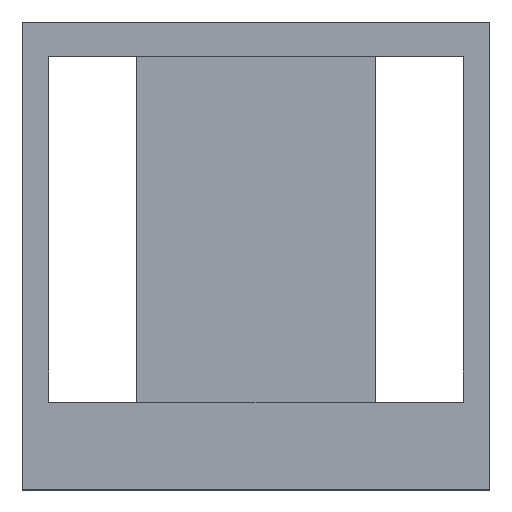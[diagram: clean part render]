
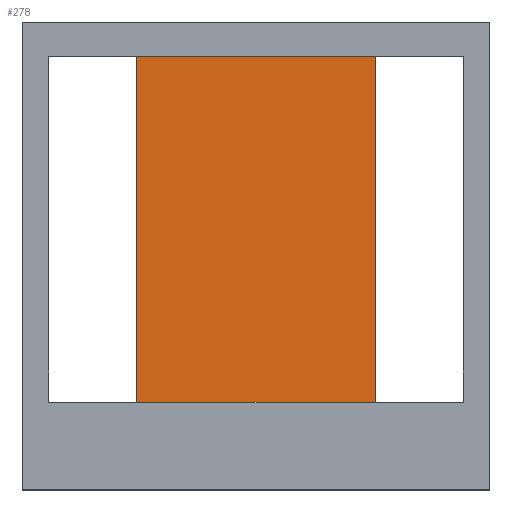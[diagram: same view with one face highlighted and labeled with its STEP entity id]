
A CAD part, top view. The second image highlights one B-rep face of the part: STEP entity #278.
In plain terms, the highlighted planar face has unit normal (0, 0, 1).
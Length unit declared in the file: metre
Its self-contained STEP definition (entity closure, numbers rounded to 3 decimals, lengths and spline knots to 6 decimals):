
#28=ORIENTED_EDGE('',*,*,#103,.T.);
#29=ORIENTED_EDGE('',*,*,#104,.T.);
#30=ORIENTED_EDGE('',*,*,#105,.T.);
#31=ORIENTED_EDGE('',*,*,#106,.T.);
#103=EDGE_CURVE('',#140,#139,#166,.T.);
#104=EDGE_CURVE('',#139,#141,#167,.T.);
#105=EDGE_CURVE('',#141,#142,#168,.T.);
#106=EDGE_CURVE('',#142,#140,#169,.T.);
#139=VERTEX_POINT('',#415);
#140=VERTEX_POINT('',#419);
#141=VERTEX_POINT('',#421);
#142=VERTEX_POINT('',#423);
#166=LINE('',#418,#204);
#167=LINE('',#420,#205);
#168=LINE('',#422,#206);
#169=LINE('',#424,#207);
#204=VECTOR('',#341,1.);
#205=VECTOR('',#342,1.);
#206=VECTOR('',#343,1.);
#207=VECTOR('',#344,1.);
#231=EDGE_LOOP('',(#28,#29,#30,#31));
#248=FACE_BOUND('',#231,.T.);
#264=PLANE('',#305);
#278=ADVANCED_FACE('',(#248),#264,.T.);
#305=AXIS2_PLACEMENT_3D('',#417,#339,#340);
#339=DIRECTION('',(0.,0.,1.));
#340=DIRECTION('',(1.,0.,0.));
#341=DIRECTION('',(-1.,0.,0.));
#342=DIRECTION('',(0.,-1.,0.));
#343=DIRECTION('',(1.,0.,0.));
#344=DIRECTION('',(0.,1.,0.));
#415=CARTESIAN_POINT('',(-0.0049,0.0082,-0.003));
#417=CARTESIAN_POINT('',(0.,0.0011,-0.003));
#418=CARTESIAN_POINT('',(0.0038,0.0082,-0.003));
#419=CARTESIAN_POINT('',(0.0049,0.0082,-0.003));
#420=CARTESIAN_POINT('',(-0.0049,0.00465,-0.003));
#421=CARTESIAN_POINT('',(-0.0049,-0.006,-0.003));
#422=CARTESIAN_POINT('',(0.,-0.006,-0.003));
#423=CARTESIAN_POINT('',(0.0049,-0.006,-0.003));
#424=CARTESIAN_POINT('',(0.0049,0.00105,-0.003));
